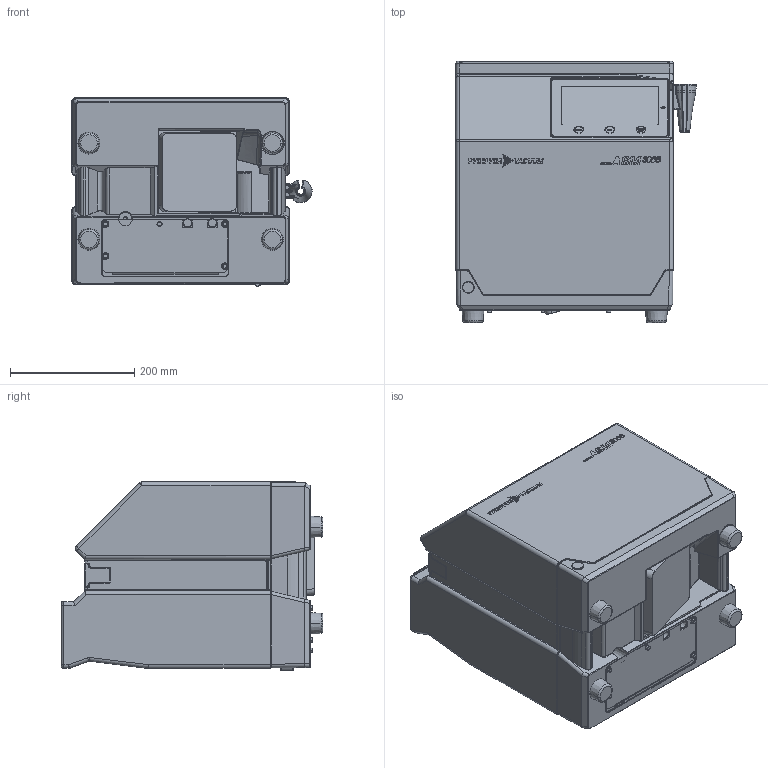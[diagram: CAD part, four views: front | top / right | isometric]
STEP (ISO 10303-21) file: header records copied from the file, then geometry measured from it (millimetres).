
FILE_DESCRIPTION((''),'2;1');
FILE_NAME('EXPORT-STEP_SW0003','2020-10-13T',('PLEVEQUE'),(''),'PRO/ENGINEER BY PARAMETRIC TECHNOLOGY CORPORATION, 2015280','PRO/ENGINEER BY PARAMETRIC TECHNOLOGY CORPORATION, 2015280','');
FILE_SCHEMA(('CONFIG_CONTROL_DESIGN'));
Products named in the file (1): EXPORT-STEP_SW0003
Bounding box: 386.43 x 420.5 x 304.97 mm (x, y, z)
Surface area: 1164040.4 mm2 (no closed solid volume)
Topology: 0 solids, 163 shells, 2162 faces, 7007 edges, 4832 vertices
Faces by surface type: plane 796, cylinder 627, bspline 314, extrusion 176, cone 113, torus 98, sphere 38
Entity records: 105945 total; most frequent: CARTESIAN_POINT 51002, ORIENTED_EDGE 10956, DIRECTION 9823, EDGE_CURVE 6997, VERTEX_POINT 4832, VECTOR 3573, LINE 3397, AXIS2_PLACEMENT_3D 3125
